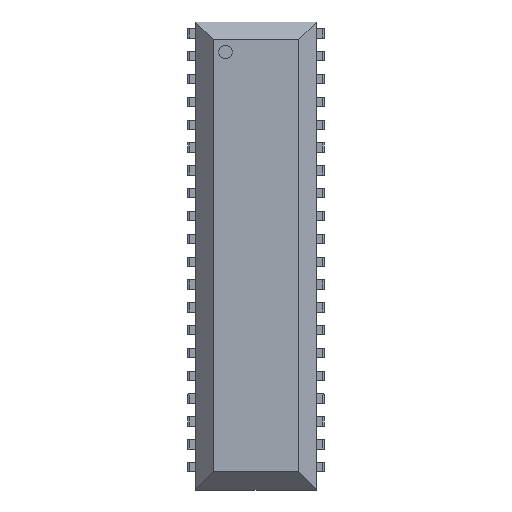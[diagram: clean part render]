
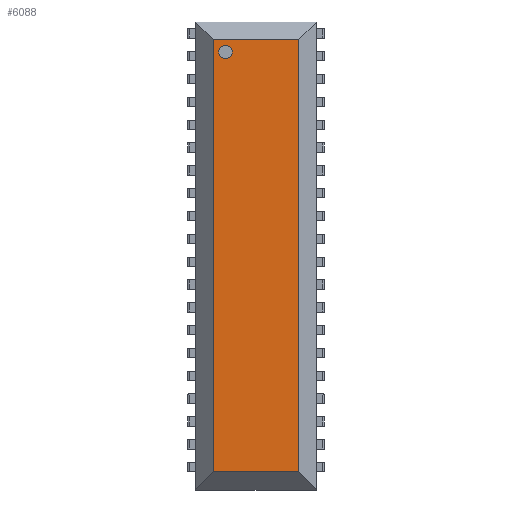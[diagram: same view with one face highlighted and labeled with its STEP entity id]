
A CAD part, top view. The second image highlights one B-rep face of the part: STEP entity #6088.
In plain terms, the highlighted planar face has unit normal (0, 0, 1).
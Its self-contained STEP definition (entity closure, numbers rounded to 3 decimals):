
#1043 = EDGE_CURVE ( 'NONE', #30056, #30039, #30629, .T. ) ;
#1044 = EDGE_CURVE ( 'NONE', #1551, #1552, #8816, .T. ) ;
#1045 = EDGE_CURVE ( 'NONE', #1550, #1551, #8817, .T. ) ;
#1046 = EDGE_CURVE ( 'NONE', #1552, #1553, #8818, .T. ) ;
#1047 = EDGE_CURVE ( 'NONE', #1553, #1550, #8819, .T. ) ;
#1550 = VERTEX_POINT ( 'NONE', #11413 ) ;
#1551 = VERTEX_POINT ( 'NONE', #11415 ) ;
#1552 = VERTEX_POINT ( 'NONE', #11416 ) ;
#1553 = VERTEX_POINT ( 'NONE', #11418 ) ;
#2303 = ORIENTED_EDGE ( 'NONE', *, *, #1045, .T. ) ;
#2304 = ORIENTED_EDGE ( 'NONE', *, *, #1043, .F. ) ;
#2305 = ORIENTED_EDGE ( 'NONE', *, *, #27796, .F. ) ;
#2306 = ORIENTED_EDGE ( 'NONE', *, *, #1046, .T. ) ;
#2307 = ORIENTED_EDGE ( 'NONE', *, *, #1044, .T. ) ;
#2308 = ORIENTED_EDGE ( 'NONE', *, *, #1047, .T. ) ;
#6088 = ADVANCED_FACE ( 'NONE', ( #25348, #25349 ), #24978, .F. ) ;
#6354 = EDGE_LOOP ( 'NONE', ( #2303, #2307, #2306, #2308 ) ) ;
#6402 = EDGE_LOOP ( 'NONE', ( #2304, #2305 ) ) ;
#8587 = CARTESIAN_POINT ( 'NONE',  ( -3.396, 22.7, 4.8 ) ) ;
#8588 = DIRECTION ( 'NONE',  ( 0., 0., 1. ) ) ;
#8589 = DIRECTION ( 'NONE',  ( 1., 0., 0. ) ) ;
#8590 = CARTESIAN_POINT ( 'NONE',  ( -6.731, 24.035, 4.8 ) ) ;
#8591 = DIRECTION ( 'NONE',  ( -1., 0., 0. ) ) ;
#8592 = CARTESIAN_POINT ( 'NONE',  ( 4.731, -26.035, 4.8 ) ) ;
#8593 = DIRECTION ( 'NONE',  ( 0., 1., 0. ) ) ;
#8594 = CARTESIAN_POINT ( 'NONE',  ( -4.731, -26.035, 4.8 ) ) ;
#8595 = DIRECTION ( 'NONE',  ( 0., -1., 0. ) ) ;
#8596 = CARTESIAN_POINT ( 'NONE',  ( -6.731, -24.035, 4.8 ) ) ;
#8597 = DIRECTION ( 'NONE',  ( 1., 0., 0. ) ) ;
#8816 = LINE ( 'NONE', #8590, #30608 ) ;
#8817 = LINE ( 'NONE', #8592, #30625 ) ;
#8818 = LINE ( 'NONE', #8594, #30632 ) ;
#8819 = LINE ( 'NONE', #8596, #30628 ) ;
#11413 = CARTESIAN_POINT ( 'NONE',  ( 4.731, -24.035, 4.8 ) ) ;
#11415 = CARTESIAN_POINT ( 'NONE',  ( 4.731, 24.035, 4.8 ) ) ;
#11416 = CARTESIAN_POINT ( 'NONE',  ( -4.731, 24.035, 4.8 ) ) ;
#11418 = CARTESIAN_POINT ( 'NONE',  ( -4.731, -24.035, 4.8 ) ) ;
#22572 = AXIS2_PLACEMENT_3D ( 'NONE', #24979, #24980, #24981 ) ;
#22879 = CIRCLE ( 'NONE', #22892, 0.75 ) ;
#22892 = AXIS2_PLACEMENT_3D ( 'NONE', #28532, #28533, #28534 ) ;
#24978 = PLANE ( 'NONE',  #22572 ) ;
#24979 = CARTESIAN_POINT ( 'NONE',  ( -6.731, -26.035, 4.8 ) ) ;
#24980 = DIRECTION ( 'NONE',  ( 0., 0., -1. ) ) ;
#24981 = DIRECTION ( 'NONE',  ( -1., 0., 0. ) ) ;
#25348 = FACE_BOUND ( 'NONE', #6402, .T. ) ;
#25349 = FACE_OUTER_BOUND ( 'NONE', #6354, .T. ) ;
#27796 = EDGE_CURVE ( 'NONE', #30039, #30056, #22879, .T. ) ;
#28532 = CARTESIAN_POINT ( 'NONE',  ( -3.396, 22.7, 4.8 ) ) ;
#28533 = DIRECTION ( 'NONE',  ( 0., 0., 1. ) ) ;
#28534 = DIRECTION ( 'NONE',  ( 1., 0., 0. ) ) ;
#29628 = CARTESIAN_POINT ( 'NONE',  ( -4.146, 22.7, 4.8 ) ) ;
#29645 = CARTESIAN_POINT ( 'NONE',  ( -2.646, 22.7, 4.8 ) ) ;
#30039 = VERTEX_POINT ( 'NONE', #29628 ) ;
#30056 = VERTEX_POINT ( 'NONE', #29645 ) ;
#30605 = AXIS2_PLACEMENT_3D ( 'NONE', #8587, #8588, #8589 ) ;
#30608 = VECTOR ( 'NONE', #8591, 1000. ) ;
#30625 = VECTOR ( 'NONE', #8593, 1000. ) ;
#30628 = VECTOR ( 'NONE', #8597, 1000. ) ;
#30629 = CIRCLE ( 'NONE', #30605, 0.75 ) ;
#30632 = VECTOR ( 'NONE', #8595, 1000. ) ;
